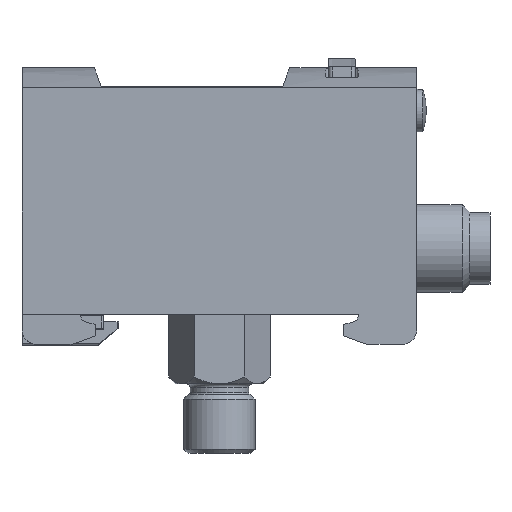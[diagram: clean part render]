
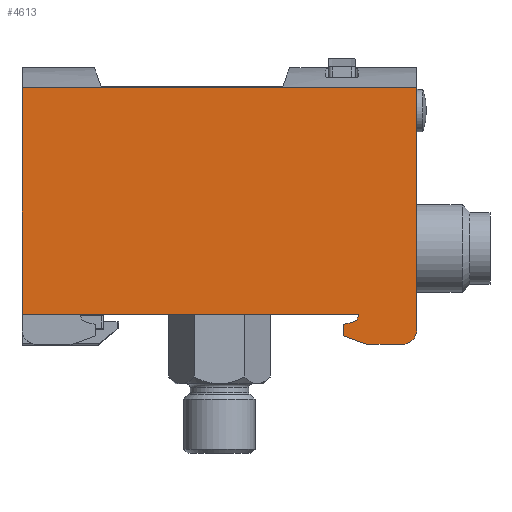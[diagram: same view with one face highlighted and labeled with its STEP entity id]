
A CAD part, left-side view. The second image highlights one B-rep face of the part: STEP entity #4613.
In plain terms, the highlighted planar face has unit normal (-1, 0, 0).
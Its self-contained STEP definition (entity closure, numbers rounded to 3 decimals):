
#160=PLANE('',#4915);
#228=LINE('',#6114,#540);
#246=LINE('',#6153,#558);
#370=LINE('',#6697,#682);
#373=LINE('',#6703,#685);
#376=LINE('',#6709,#688);
#379=LINE('',#6715,#691);
#381=LINE('',#6721,#693);
#403=LINE('',#6794,#715);
#540=VECTOR('',#5103,1000.);
#558=VECTOR('',#5125,1000.);
#682=VECTOR('',#5535,1000.);
#685=VECTOR('',#5540,1000.);
#688=VECTOR('',#5545,1000.);
#691=VECTOR('',#5550,1000.);
#693=VECTOR('',#5560,1000.);
#715=VECTOR('',#5644,1000.);
#1355=ORIENTED_EDGE('',*,*,#1833,.F.);
#1356=ORIENTED_EDGE('',*,*,#2090,.F.);
#1357=ORIENTED_EDGE('',*,*,#2091,.F.);
#1358=ORIENTED_EDGE('',*,*,#2043,.F.);
#1359=ORIENTED_EDGE('',*,*,#2046,.F.);
#1360=ORIENTED_EDGE('',*,*,#2049,.F.);
#1361=ORIENTED_EDGE('',*,*,#2052,.T.);
#1362=ORIENTED_EDGE('',*,*,#2054,.T.);
#1363=ORIENTED_EDGE('',*,*,#1814,.T.);
#1364=ORIENTED_EDGE('',*,*,#2056,.F.);
#1814=EDGE_CURVE('',#2290,#2289,#228,.T.);
#1833=EDGE_CURVE('',#2308,#2309,#246,.T.);
#2043=EDGE_CURVE('',#2458,#2456,#370,.T.);
#2046=EDGE_CURVE('',#2460,#2458,#373,.T.);
#2049=EDGE_CURVE('',#2462,#2460,#376,.T.);
#2052=EDGE_CURVE('',#2462,#2464,#379,.T.);
#2054=EDGE_CURVE('',#2464,#2290,#2666,.F.);
#2056=EDGE_CURVE('',#2309,#2289,#381,.T.);
#2090=EDGE_CURVE('',#2485,#2308,#403,.T.);
#2091=EDGE_CURVE('',#2456,#2485,#2679,.F.);
#2289=VERTEX_POINT('',#6113);
#2290=VERTEX_POINT('',#6115);
#2308=VERTEX_POINT('',#6152);
#2309=VERTEX_POINT('',#6154);
#2456=VERTEX_POINT('',#6692);
#2458=VERTEX_POINT('',#6696);
#2460=VERTEX_POINT('',#6702);
#2462=VERTEX_POINT('',#6708);
#2464=VERTEX_POINT('',#6714);
#2485=VERTEX_POINT('',#6795);
#2666=CIRCLE('',#4883,2.);
#2679=CIRCLE('',#4916,1.1);
#2870=EDGE_LOOP('',(#1355,#1356,#1357,#1358,#1359,#1360,#1361,#1362,#1363,
#1364));
#3138=FACE_BOUND('',#2870,.T.);
#4613=ADVANCED_FACE('',(#3138),#160,.F.);
#4883=AXIS2_PLACEMENT_3D('',#6718,#5555,#5556);
#4915=AXIS2_PLACEMENT_3D('',#6793,#5642,#5643);
#4916=AXIS2_PLACEMENT_3D('',#6796,#5645,#5646);
#5103=DIRECTION('',(0.,0.,1.));
#5125=DIRECTION('',(0.,0.,1.));
#5535=DIRECTION('',(0.,-0.966,0.259));
#5540=DIRECTION('',(0.,0.,1.));
#5545=DIRECTION('',(0.,0.94,0.342));
#5550=DIRECTION('',(0.,-1.,0.));
#5555=DIRECTION('',(1.,0.,0.));
#5556=DIRECTION('',(0.,0.,-1.));
#5560=DIRECTION('',(0.,-1.,0.));
#5642=DIRECTION('',(1.,0.,0.));
#5643=DIRECTION('',(0.,0.,-1.));
#5644=DIRECTION('',(0.,1.,0.));
#5645=DIRECTION('',(1.,0.,0.));
#5646=DIRECTION('',(0.,0.,-1.));
#6113=CARTESIAN_POINT('',(-16.,0.,16.105));
#6114=CARTESIAN_POINT('',(-16.,0.,-19.));
#6115=CARTESIAN_POINT('',(-16.,0.,-17.));
#6152=CARTESIAN_POINT('',(-16.,54.,-14.9));
#6153=CARTESIAN_POINT('',(-16.,54.,-19.));
#6154=CARTESIAN_POINT('',(-16.,54.,16.105));
#6692=CARTESIAN_POINT('',(-16.,8.563,-15.895));
#6696=CARTESIAN_POINT('',(-16.,10.,-16.28));
#6697=CARTESIAN_POINT('',(-16.,51.733,-27.462));
#6702=CARTESIAN_POINT('',(-16.,10.,-17.85));
#6703=CARTESIAN_POINT('',(-16.,10.,-19.));
#6708=CARTESIAN_POINT('',(-16.,6.84,-19.));
#6709=CARTESIAN_POINT('',(-16.,48.483,-3.843));
#6714=CARTESIAN_POINT('',(-16.,2.,-19.));
#6715=CARTESIAN_POINT('',(-16.,54.,-19.));
#6718=CARTESIAN_POINT('',(-16.,2.,-17.));
#6721=CARTESIAN_POINT('',(-16.,54.,16.105));
#6793=CARTESIAN_POINT('',(-16.,54.,-19.));
#6794=CARTESIAN_POINT('',(-16.,54.,-14.9));
#6795=CARTESIAN_POINT('',(-16.,8.,-14.9));
#6796=CARTESIAN_POINT('',(-16.,9.099,-14.935));
